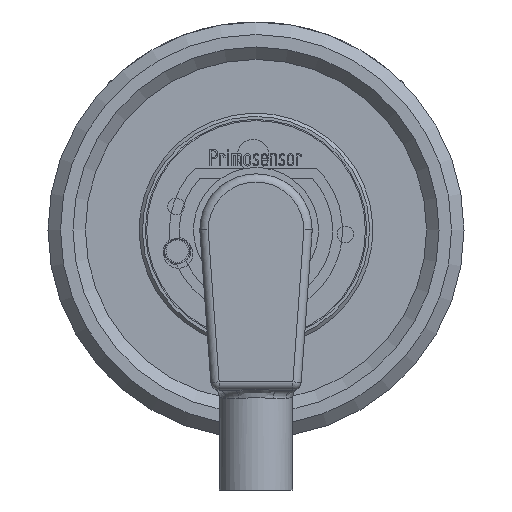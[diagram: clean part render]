
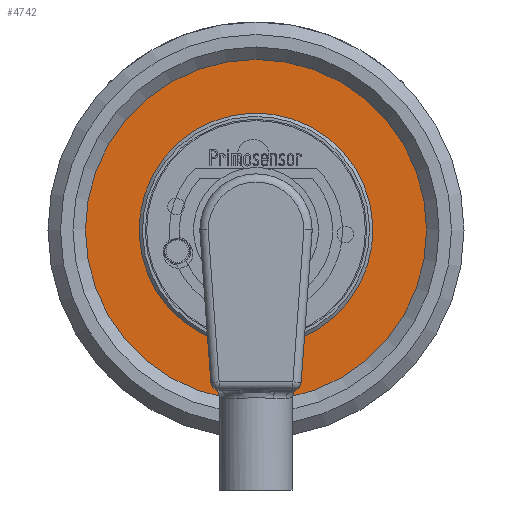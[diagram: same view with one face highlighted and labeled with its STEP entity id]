
A CAD part, front view. The second image highlights one B-rep face of the part: STEP entity #4742.
In plain terms, the highlighted planar face has unit normal (0, -1, 0).
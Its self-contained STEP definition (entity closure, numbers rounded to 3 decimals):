
#370=CIRCLE('',#6585,20.5);
#371=CIRCLE('',#6586,13.5);
#608=ORIENTED_EDGE('',*,*,#1872,.T.);
#609=ORIENTED_EDGE('',*,*,#1873,.T.);
#1872=EDGE_CURVE('',#2504,#2504,#370,.F.);
#1873=EDGE_CURVE('',#2505,#2505,#371,.T.);
#2504=VERTEX_POINT('',#8551);
#2505=VERTEX_POINT('',#8553);
#3604=EDGE_LOOP('',(#608));
#3605=EDGE_LOOP('',(#609));
#4091=FACE_BOUND('',#3604,.T.);
#4092=FACE_BOUND('',#3605,.T.);
#4576=PLANE('',#6584);
#4742=ADVANCED_FACE('',(#4091,#4092),#4576,.F.);
#6584=AXIS2_PLACEMENT_3D('',#8549,#7148,#7149);
#6585=AXIS2_PLACEMENT_3D('',#8550,#7150,#7151);
#6586=AXIS2_PLACEMENT_3D('',#8552,#7152,#7153);
#7148=DIRECTION('',(0.,1.,0.));
#7149=DIRECTION('',(0.,0.,1.));
#7150=DIRECTION('',(0.,1.,0.));
#7151=DIRECTION('',(0.,0.,1.));
#7152=DIRECTION('',(0.,1.,0.));
#7153=DIRECTION('',(0.,0.,1.));
#8549=CARTESIAN_POINT('',(0.,-12.,20.));
#8550=CARTESIAN_POINT('',(0.,-12.,0.));
#8551=CARTESIAN_POINT('',(0.,-12.,20.5));
#8552=CARTESIAN_POINT('',(0.,-12.,0.));
#8553=CARTESIAN_POINT('',(0.,-12.,13.5));
